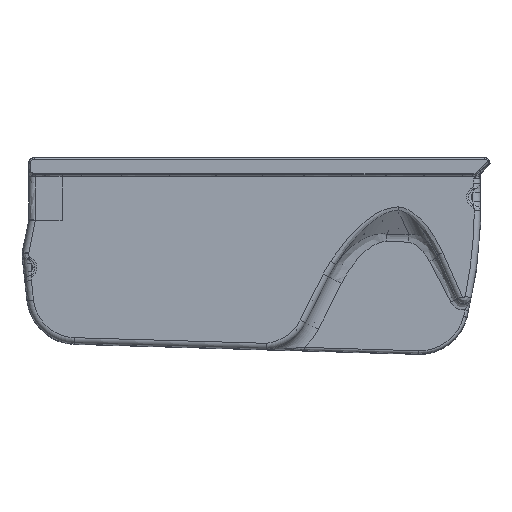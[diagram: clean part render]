
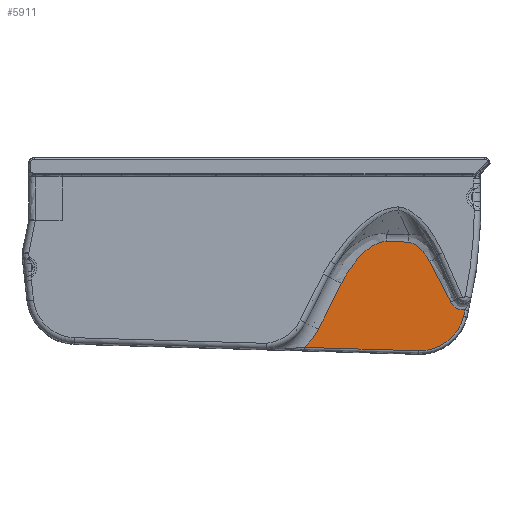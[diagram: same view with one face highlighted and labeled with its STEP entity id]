
A CAD part, top view. The second image highlights one B-rep face of the part: STEP entity #5911.
In plain terms, the highlighted planar face has unit normal (0, 0, 1).
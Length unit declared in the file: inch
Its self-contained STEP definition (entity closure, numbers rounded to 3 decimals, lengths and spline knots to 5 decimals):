
#106=PLANE('',#15538);
#925=CIRCLE('',#15534,2.2914);
#926=CIRCLE('',#15535,22.84584);
#927=CIRCLE('',#15537,3.1959);
#5911=ADVANCED_FACE('',(#6562),#106,.F.);
#6562=FACE_OUTER_BOUND('',#6953,.T.);
#6953=EDGE_LOOP('',(#8756,#8757,#8758,#8759,#8760,#8761,#8762,#8763,#8764,
#8765));
#7569=B_SPLINE_CURVE_WITH_KNOTS('',3,(#24484,#24485,#24486,#24487,#24488,
#24489,#24490,#24491),.UNSPECIFIED.,.F.,.F.,(4,2,2,4),(0.,0.5,
0.75,1.),.UNSPECIFIED.);
#7570=B_SPLINE_CURVE_WITH_KNOTS('',3,(#24493,#24494,#24495,#24496),
 .UNSPECIFIED.,.F.,.F.,(4,4),(0.,1.),.UNSPECIFIED.);
#7571=B_SPLINE_CURVE_WITH_KNOTS('',3,(#24498,#24499,#24500,#24501,#24502,
#24503,#24504,#24505,#24506,#24507,#24508,#24509,#24510,#24511,#24512,#24513,
#24514,#24515,#24516,#24517,#24518),.UNSPECIFIED.,.F.,.F.,(4,1,1,1,1,2,
2,1,1,1,2,2,2,4),(0.,0.125,0.1875,0.21875,
0.23437,0.24219,0.25,0.375,
0.4375,0.46875,0.48437,0.5,
0.75,1.),.UNSPECIFIED.);
#7825=ELLIPSE('',#15536,2.9806,1.38188);
#8756=ORIENTED_EDGE('',*,*,#12689,.T.);
#8757=ORIENTED_EDGE('',*,*,#12690,.T.);
#8758=ORIENTED_EDGE('',*,*,#12691,.T.);
#8759=ORIENTED_EDGE('',*,*,#12692,.T.);
#8760=ORIENTED_EDGE('',*,*,#12693,.T.);
#8761=ORIENTED_EDGE('',*,*,#12694,.T.);
#8762=ORIENTED_EDGE('',*,*,#12695,.T.);
#8763=ORIENTED_EDGE('',*,*,#12696,.T.);
#8764=ORIENTED_EDGE('',*,*,#12697,.T.);
#8765=ORIENTED_EDGE('',*,*,#12698,.T.);
#10727=VERTEX_POINT('',#24480);
#10728=VERTEX_POINT('',#24481);
#10729=VERTEX_POINT('',#24483);
#10730=VERTEX_POINT('',#24492);
#10731=VERTEX_POINT('',#24497);
#10732=VERTEX_POINT('',#24519);
#10733=VERTEX_POINT('',#24521);
#10734=VERTEX_POINT('',#24523);
#10735=VERTEX_POINT('',#24525);
#10736=VERTEX_POINT('',#24527);
#12689=EDGE_CURVE('',#10727,#10728,#925,.T.);
#12690=EDGE_CURVE('',#10728,#10729,#926,.T.);
#12691=EDGE_CURVE('',#10729,#10730,#7569,.T.);
#12692=EDGE_CURVE('',#10730,#10731,#7570,.T.);
#12693=EDGE_CURVE('',#10731,#10732,#7571,.T.);
#12694=EDGE_CURVE('',#10732,#10733,#14147,.T.);
#12695=EDGE_CURVE('',#10733,#10734,#7825,.T.);
#12696=EDGE_CURVE('',#10734,#10735,#14148,.T.);
#12697=EDGE_CURVE('',#10735,#10736,#927,.T.);
#12698=EDGE_CURVE('',#10736,#10727,#14149,.T.);
#14147=LINE('',#24520,#14816);
#14148=LINE('',#24524,#14817);
#14149=LINE('',#24528,#14818);
#14816=VECTOR('',#17652,1.);
#14817=VECTOR('',#17655,1.);
#14818=VECTOR('',#17658,1.);
#15534=AXIS2_PLACEMENT_3D('',#24479,#17648,#17649);
#15535=AXIS2_PLACEMENT_3D('',#24482,#17650,#17651);
#15536=AXIS2_PLACEMENT_3D('',#24522,#17653,#17654);
#15537=AXIS2_PLACEMENT_3D('',#24526,#17656,#17657);
#15538=AXIS2_PLACEMENT_3D('',#24529,#17659,#17660);
#17648=DIRECTION('',(0.,0.,1.));
#17649=DIRECTION('',(1.,0.023,0.));
#17650=DIRECTION('',(0.,0.,1.));
#17651=DIRECTION('',(1.,0.023,0.));
#17652=DIRECTION('',(-1.,0.029,0.));
#17653=DIRECTION('',(0.,0.,1.));
#17654=DIRECTION('',(-0.449,-0.894,0.));
#17655=DIRECTION('',(-0.449,-0.894,0.));
#17656=DIRECTION('',(0.,0.,-1.));
#17657=DIRECTION('',(1.,0.023,0.));
#17658=DIRECTION('',(1.,-0.029,0.));
#17659=DIRECTION('',(0.,0.,-1.));
#17660=DIRECTION('',(-1.,-0.023,0.));
#24479=CARTESIAN_POINT('',(59.23673,4.43494,1.63521));
#24480=CARTESIAN_POINT('',(59.16996,2.14452,1.63521));
#24481=CARTESIAN_POINT('',(61.45839,3.8739,1.63521));
#24482=CARTESIAN_POINT('',(39.30794,9.46764,1.63521));
#24483=CARTESIAN_POINT('',(61.54204,4.21627,1.63521));
#24484=CARTESIAN_POINT('',(61.54204,4.21625,1.63521));
#24485=CARTESIAN_POINT('',(61.39865,4.19101,1.63521));
#24486=CARTESIAN_POINT('',(61.24097,4.21402,1.63521));
#24487=CARTESIAN_POINT('',(61.0415,4.31878,1.63521));
#24488=CARTESIAN_POINT('',(60.98001,4.36596,1.63521));
#24489=CARTESIAN_POINT('',(60.87441,4.47818,1.63521));
#24490=CARTESIAN_POINT('',(60.83243,4.54125,1.63521));
#24491=CARTESIAN_POINT('',(60.8013,4.61127,1.63521));
#24492=CARTESIAN_POINT('',(60.8013,4.61127,1.63521));
#24493=CARTESIAN_POINT('',(60.8013,4.61127,1.63521));
#24494=CARTESIAN_POINT('',(60.4882,5.31544,1.63521));
#24495=CARTESIAN_POINT('',(60.04809,5.96314,1.63521));
#24496=CARTESIAN_POINT('',(59.735,6.66732,1.63521));
#24497=CARTESIAN_POINT('',(59.735,6.66732,1.63521));
#24498=CARTESIAN_POINT('',(59.735,6.66732,1.63521));
#24499=CARTESIAN_POINT('',(59.70258,6.74022,1.63521));
#24500=CARTESIAN_POINT('',(59.64444,6.84827,1.63521));
#24501=CARTESIAN_POINT('',(59.55996,6.97202,1.63521));
#24502=CARTESIAN_POINT('',(59.51356,7.03332,1.63521));
#24503=CARTESIAN_POINT('',(59.48932,7.06383,1.63521));
#24504=CARTESIAN_POINT('',(59.47871,7.07687,1.63521));
#24505=CARTESIAN_POINT('',(59.47159,7.08556,1.63521));
#24506=CARTESIAN_POINT('',(59.46722,7.09084,1.63521));
#24507=CARTESIAN_POINT('',(59.41918,7.14854,1.63521));
#24508=CARTESIAN_POINT('',(59.34805,7.22617,1.63521));
#24509=CARTESIAN_POINT('',(59.25929,7.31005,1.63521));
#24510=CARTESIAN_POINT('',(59.21346,7.35031,1.63521));
#24511=CARTESIAN_POINT('',(59.1935,7.36721,1.63521));
#24512=CARTESIAN_POINT('',(59.18013,7.37839,1.63521));
#24513=CARTESIAN_POINT('',(59.17236,7.38481,1.63521));
#24514=CARTESIAN_POINT('',(59.07542,7.46395,1.63521));
#24515=CARTESIAN_POINT('',(58.98898,7.52264,1.63521));
#24516=CARTESIAN_POINT('',(58.81925,7.61182,1.63521));
#24517=CARTESIAN_POINT('',(58.74715,7.63499,1.63521));
#24518=CARTESIAN_POINT('',(58.6878,7.63673,1.63521));
#24519=CARTESIAN_POINT('',(58.6878,7.63673,1.63521));
#24520=CARTESIAN_POINT('',(57.48233,7.67187,1.63521));
#24521=CARTESIAN_POINT('',(57.56385,7.6695,1.63521));
#24522=CARTESIAN_POINT('',(56.51715,4.93509,1.63521));
#24523=CARTESIAN_POINT('',(55.2823,5.55534,1.63521));
#24524=CARTESIAN_POINT('',(54.11582,3.23302,1.63521));
#24525=CARTESIAN_POINT('',(54.11582,3.23302,1.63521));
#24526=CARTESIAN_POINT('',(51.25994,4.6675,1.63521));
#24527=CARTESIAN_POINT('',(53.42006,2.31215,1.63521));
#24528=CARTESIAN_POINT('',(59.16996,2.14452,1.63521));
#24529=CARTESIAN_POINT('',(55.64465,7.67615,1.63521));
